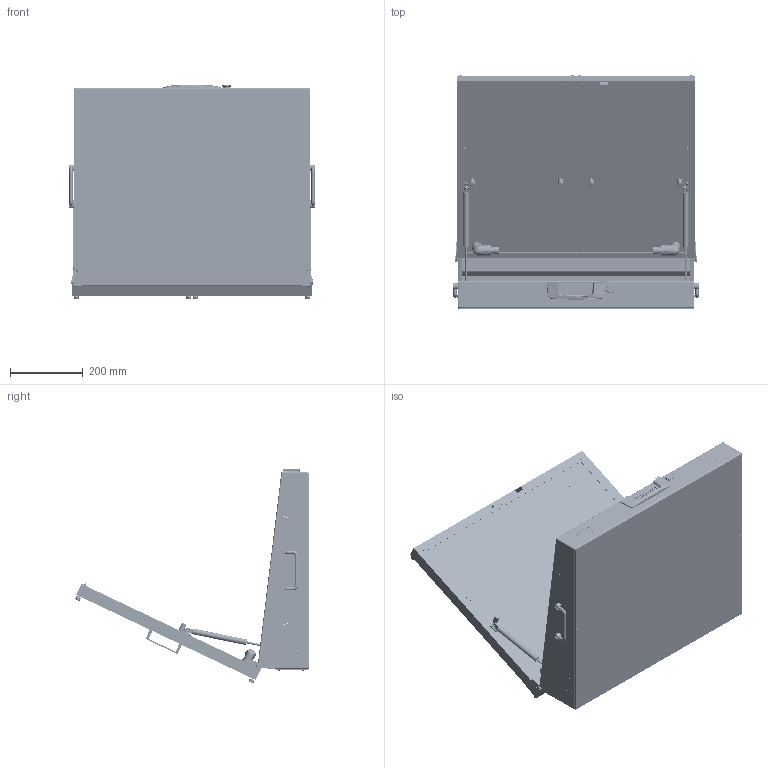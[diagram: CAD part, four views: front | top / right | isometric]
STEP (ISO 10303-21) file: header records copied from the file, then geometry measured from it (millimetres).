
FILE_DESCRIPTION (( 'STEP AP214' ), '1' );
FILE_NAME ('INGUN_114638_open.STEP', '2025-07-29T08:16:40', ( '' ), ( '' ), 'SwSTEP 2.0', 'SolidWorks 2023', '' );
FILE_SCHEMA (( 'AUTOMOTIVE_DESIGN' ));
Length unit declared in the file: millimetre
Products named in the file (73): Gewindebuchse~n_M04-07,5 offen; 113680~0_S; 114196_001~0; DIN125~n_05,3 M05,0 Fase VA; DIN913~n_M03,0x06 VA; 114196~0; 116128~1_S; ISO7380~n_M03,0x008; 8078_1~0; ISO7380~n_M03,0x006; 112025~4_S; INGUN_114638_open; 11657~0; 8078~0_ausgefahren<Standard>; DIN7991~n_M04,0x012; 116282~0_S; DIN_6799_-_A2~n_d 5; INFO_4562~3_Typenschild 1010; 100974~1_KUNDE<S>; 8078_2~0; 112838~2_S; 8078~0_flexibel <Standard>; 19420~3; 114364~0_S; 114555~0_Kunde<S>; 114196_004~0_S; 42751~1_S; DIN934~n_M04,0 A2; 113786~5_S; ISO7380~n_M04,0x006; 113714~1; 112992~2_S; 114607~0_S; 116542~2_S; 1607~1; ISO7380~n_M03,0x005; 116281~0_S; DIN985-A2~n_M04,0; 116283~0_S; 114196_002~0 ...
Assembly tree (185 placements, depth 5):
  INGUN_114638_open
    113786~5_S
      113787~3_S
      32171~1_S
      112024~0_S
      112025~4_S
      DIN125~n_04,3 M04,0 VA
      DIN985-A2~n_M04,0
      DIN912~n_M04,0x016
      112026~0_Mitte<S>
      112992~2_S  x2
      49317~0  x2
      ISO7380~n_M03,0x005
      114196~0  x2
        114196_001~0
        114196_002~0
        114196_003~0
        114196_004~0_S
      114364~0_S
      DIN934~n_M04,0 A2
      116832~0_S
        116542~2_S
        DIN913~n_M03,0x06 VA
        114364~0_S
    114543~6_KUNDE<S>
      115770~1_S
        114545~1_S
        Gewindebuchse~n_M04-07,5 offen  x8
        Gewindebuchse~n_M04-05,0 geschlossen  x7
      114548~1_S  x2
      114555~0_Kunde<S>  x2
        100974~1_KUNDE<S>
        100974~1_KUNDE<S>
        100974~1_KUNDE<S>
        100974~1_KUNDE<S>
      113760~4_S
      114556~0_S
      105791~0  x8
      ASR~asr_Øi05,2x03xØa10  x12
      112838~2_S  x8
      42751~1_S
      1607~1  x4
      19420~3  x2
      11657~0  x2
      11655~0  x2
      ISO7380~n_M03,0x006  x8
      ISO7380~n_M03,0x008  x7
      ISO7380~n_M04,0x012  x7
      DIN7~n_04,0m6x006  x2
      DIN_6799_-_A2~n_d 5  x8
      DIN985-A2~n_M04,0  x2
      DIN7~n_04,0m6x004  x2
      2196~6  x4
      DIN7991~n_M04,0x012  x4
      2229~6  x4
      5332~0  x2
      INFO_4562~3_Typenschild 1010
      114607~0_S
      116128~1_S  x2
      116281~0_S  x2
Bounding box: 674 x 642.52 x 590.3 mm (x, y, z)
Volume: 7650607.9 mm3; surface area: 3538421.6 mm2
Topology: 189 solids, 189 shells, 10023 faces, 23706 edges, 14617 vertices
Faces by surface type: plane 3904, cylinder 3080, bspline 2363, cone 460, torus 190, sphere 26
Entity records: 227878 total; most frequent: CARTESIAN_POINT 119011, ORIENTED_EDGE 24790, DIRECTION 16375, EDGE_CURVE 12395, VERTEX_POINT 7398, AXIS2_PLACEMENT_3D 6134, EDGE_LOOP 5887, ADVANCED_FACE 5321
